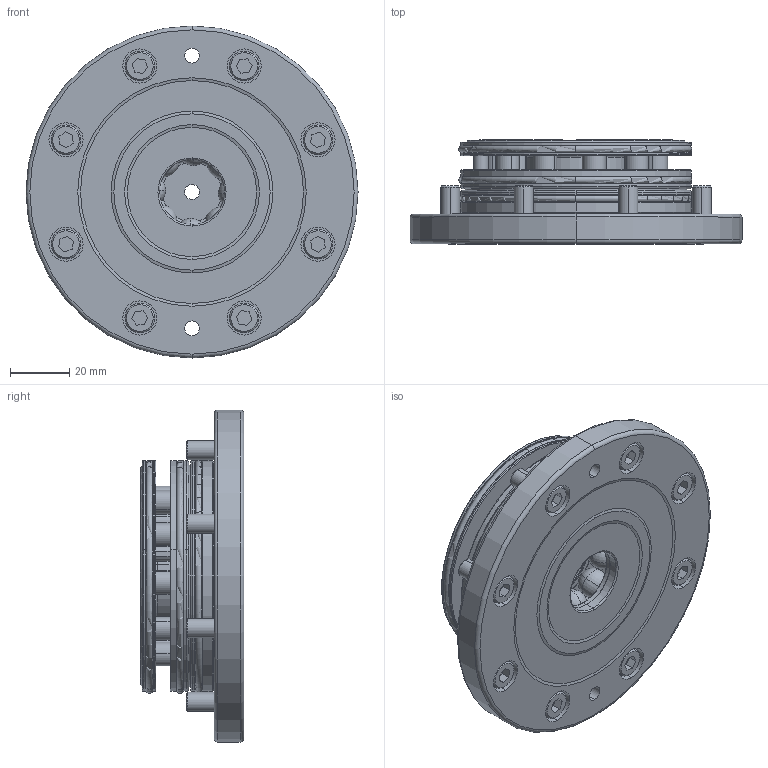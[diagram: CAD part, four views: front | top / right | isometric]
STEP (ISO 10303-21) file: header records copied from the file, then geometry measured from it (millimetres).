
FILE_DESCRIPTION (( 'STEP AP214' ), '1' );
FILE_NAME ('LQNC-10.STEP', '2020-03-19T10:27:13', ( 'PC' ), ( 'Microsoft' ), 'SwSTEP 2.0', 'SolidWorks 2018', '' );
FILE_SCHEMA (( 'AUTOMOTIVE_DESIGN' ));
Length unit declared in the file: millimetre
Products named in the file (1): LQNC-10
Bounding box: 112 x 35 x 112 mm (x, y, z)
Volume: 186238.1 mm3; surface area: 50894.6 mm2
Topology: 10 solids, 21 shells, 544 faces, 1271 edges, 786 vertices
Faces by surface type: plane 205, cylinder 132, cone 94, torus 77, sphere 32, bspline 4
Entity records: 16231 total; most frequent: CARTESIAN_POINT 3581, DIRECTION 2837, ORIENTED_EDGE 2406, EDGE_CURVE 1203, AXIS2_PLACEMENT_3D 1142, VERTEX_POINT 770, EDGE_LOOP 643, CIRCLE 601
